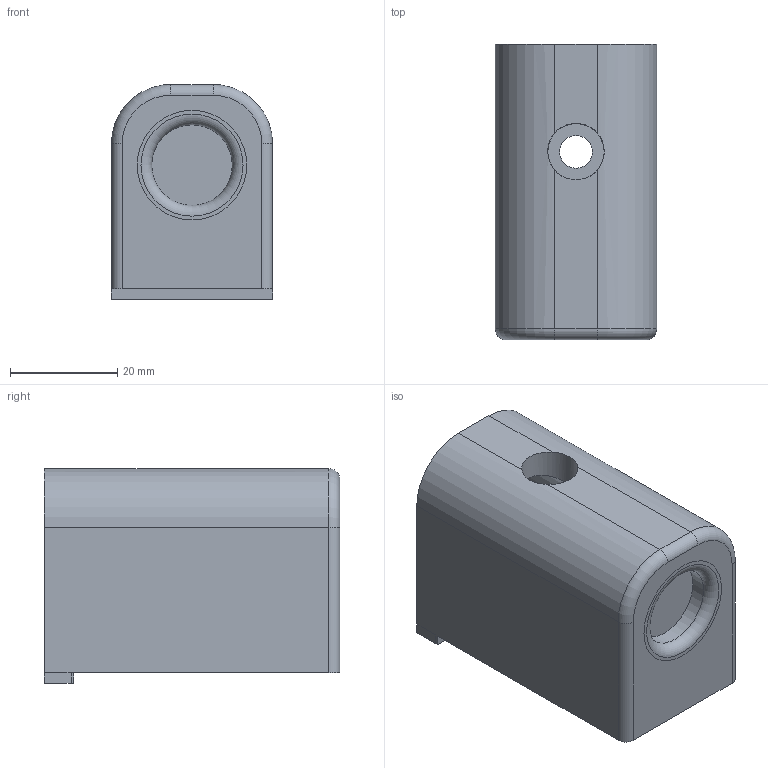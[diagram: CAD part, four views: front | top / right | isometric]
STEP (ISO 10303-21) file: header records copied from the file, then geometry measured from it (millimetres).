
FILE_DESCRIPTION(('FreeCAD Model'),'2;1');
FILE_NAME('Open CASCADE Shape Model','2024-11-11T18:17:11',(''),(''), 'Open CASCADE STEP processor 7.7','FreeCAD','Unknown');
FILE_SCHEMA(('AUTOMOTIVE_DESIGN { 1 0 10303 214 1 1 1 1 }'));
Length unit declared in the file: millimetre
Products named in the file (1): Body
Bounding box: 30 x 55 x 40 mm (x, y, z)
Volume: 41446.1 mm3; surface area: 12932.8 mm2
Topology: 1 solids, 1 shells, 32 faces, 71 edges, 44 vertices
Faces by surface type: plane 19, cylinder 10, torus 3
Full cylindrical faces by diameter (mm): 6.1 x1, 10.5 x2, 15 x1, 20.4 x1
Entity records: 2582 total; most frequent: CARTESIAN_POINT 1109, DIRECTION 275, LINE 157, VECTOR 157, ORIENTED_EDGE 142, PCURVE 142, DEFINITIONAL_REPRESENTATION 142, EDGE_CURVE 71
